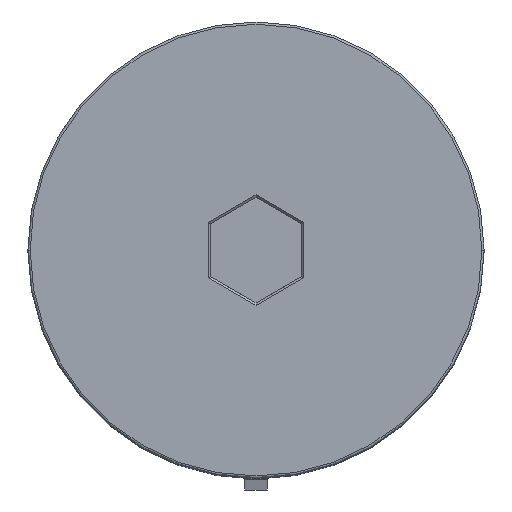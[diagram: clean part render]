
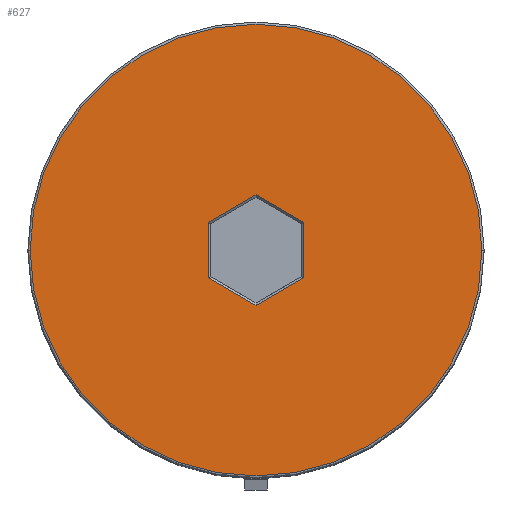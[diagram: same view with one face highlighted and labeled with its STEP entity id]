
A CAD part, top view. The second image highlights one B-rep face of the part: STEP entity #627.
In plain terms, the highlighted planar face has unit normal (0, 0, 1).
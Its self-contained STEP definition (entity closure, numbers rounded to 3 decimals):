
#30 = EDGE_LOOP ( 'NONE', ( #2039, #276 ) ) ;
#32 = VERTEX_POINT ( 'NONE', #1546 ) ;
#40 = AXIS2_PLACEMENT_3D ( 'NONE', #1483, #1236, #363 ) ;
#54 = LINE ( 'NONE', #1035, #1481 ) ;
#58 = ORIENTED_EDGE ( 'NONE', *, *, #380, .T. ) ;
#83 = EDGE_CURVE ( 'NONE', #2044, #1812, #486, .T. ) ;
#89 = VECTOR ( 'NONE', #136, 1000. ) ;
#91 = DIRECTION ( 'NONE',  ( 0., 1., 0. ) ) ;
#131 = VERTEX_POINT ( 'NONE', #332 ) ;
#136 = DIRECTION ( 'NONE',  ( 0., -1., 0. ) ) ;
#143 = AXIS2_PLACEMENT_3D ( 'NONE', #857, #1526, #552 ) ;
#192 = DIRECTION ( 'NONE',  ( 0.866, 0.5, 0. ) ) ;
#213 = EDGE_CURVE ( 'NONE', #1812, #2044, #882, .T. ) ;
#216 = ORIENTED_EDGE ( 'NONE', *, *, #2050, .T. ) ;
#231 = FACE_BOUND ( 'NONE', #1651, .T. ) ;
#235 = VERTEX_POINT ( 'NONE', #244 ) ;
#244 = CARTESIAN_POINT ( 'NONE',  ( 0., -2.425, 0. ) ) ;
#276 = ORIENTED_EDGE ( 'NONE', *, *, #83, .T. ) ;
#332 = CARTESIAN_POINT ( 'NONE',  ( 2.1, -1.212, 0. ) ) ;
#363 = DIRECTION ( 'NONE',  ( 1., 0., 0. ) ) ;
#380 = EDGE_CURVE ( 'NONE', #32, #131, #1533, .T. ) ;
#464 = ORIENTED_EDGE ( 'NONE', *, *, #656, .T. ) ;
#486 = CIRCLE ( 'NONE', #852, 9.9 ) ;
#491 = LINE ( 'NONE', #1131, #908 ) ;
#501 = CARTESIAN_POINT ( 'NONE',  ( 9.9, 0., 0. ) ) ;
#502 = DIRECTION ( 'NONE',  ( 1., 0., 0. ) ) ;
#552 = DIRECTION ( 'NONE',  ( 1., 0., 0. ) ) ;
#560 = EDGE_CURVE ( 'NONE', #1403, #1568, #491, .T. ) ;
#574 = VERTEX_POINT ( 'NONE', #802 ) ;
#582 = LINE ( 'NONE', #1364, #884 ) ;
#588 = DIRECTION ( 'NONE',  ( 0.866, -0.5, 0. ) ) ;
#620 = LINE ( 'NONE', #752, #823 ) ;
#627 = ADVANCED_FACE ( 'NONE', ( #706, #231 ), #1495, .T. ) ;
#656 = EDGE_CURVE ( 'NONE', #1568, #32, #54, .T. ) ;
#706 = FACE_OUTER_BOUND ( 'NONE', #30, .T. ) ;
#733 = EDGE_CURVE ( 'NONE', #235, #574, #1013, .T. ) ;
#748 = ORIENTED_EDGE ( 'NONE', *, *, #733, .T. ) ;
#752 = CARTESIAN_POINT ( 'NONE',  ( -2.1, 1.155, 0. ) ) ;
#802 = CARTESIAN_POINT ( 'NONE',  ( -2.1, -1.212, 0. ) ) ;
#823 = VECTOR ( 'NONE', #91, 1000. ) ;
#824 = ORIENTED_EDGE ( 'NONE', *, *, #560, .T. ) ;
#852 = AXIS2_PLACEMENT_3D ( 'NONE', #1445, #1322, #502 ) ;
#857 = CARTESIAN_POINT ( 'NONE',  ( 0., 0., 0. ) ) ;
#882 = CIRCLE ( 'NONE', #143, 9.9 ) ;
#884 = VECTOR ( 'NONE', #1686, 1000. ) ;
#908 = VECTOR ( 'NONE', #192, 1000. ) ;
#1011 = ORIENTED_EDGE ( 'NONE', *, *, #1562, .T. ) ;
#1013 = LINE ( 'NONE', #1656, #1957 ) ;
#1035 = CARTESIAN_POINT ( 'NONE',  ( 2.05, 1.241, 0. ) ) ;
#1131 = CARTESIAN_POINT ( 'NONE',  ( -0.05, 2.396, 0. ) ) ;
#1236 = DIRECTION ( 'NONE',  ( 0., 0., 1. ) ) ;
#1293 = CARTESIAN_POINT ( 'NONE',  ( -2.1, 1.212, 0. ) ) ;
#1322 = DIRECTION ( 'NONE',  ( 0., 0., 1. ) ) ;
#1364 = CARTESIAN_POINT ( 'NONE',  ( 0.05, -2.396, 0. ) ) ;
#1403 = VERTEX_POINT ( 'NONE', #1293 ) ;
#1445 = CARTESIAN_POINT ( 'NONE',  ( 0., 0., 0. ) ) ;
#1481 = VECTOR ( 'NONE', #588, 1000. ) ;
#1483 = CARTESIAN_POINT ( 'NONE',  ( 0., 0., 0. ) ) ;
#1495 = PLANE ( 'NONE',  #40 ) ;
#1526 = DIRECTION ( 'NONE',  ( 0., 0., 1. ) ) ;
#1527 = CARTESIAN_POINT ( 'NONE',  ( 0., 2.425, 0. ) ) ;
#1533 = LINE ( 'NONE', #1581, #89 ) ;
#1546 = CARTESIAN_POINT ( 'NONE',  ( 2.1, 1.212, 0. ) ) ;
#1562 = EDGE_CURVE ( 'NONE', #131, #235, #582, .T. ) ;
#1568 = VERTEX_POINT ( 'NONE', #1527 ) ;
#1581 = CARTESIAN_POINT ( 'NONE',  ( 2.1, -1.155, 0. ) ) ;
#1651 = EDGE_LOOP ( 'NONE', ( #1011, #748, #216, #824, #464, #58 ) ) ;
#1656 = CARTESIAN_POINT ( 'NONE',  ( -2.05, -1.241, 0. ) ) ;
#1686 = DIRECTION ( 'NONE',  ( -0.866, -0.5, 0. ) ) ;
#1812 = VERTEX_POINT ( 'NONE', #501 ) ;
#1957 = VECTOR ( 'NONE', #1989, 1000. ) ;
#1971 = CARTESIAN_POINT ( 'NONE',  ( -9.9, 0., 0. ) ) ;
#1989 = DIRECTION ( 'NONE',  ( -0.866, 0.5, 0. ) ) ;
#2039 = ORIENTED_EDGE ( 'NONE', *, *, #213, .T. ) ;
#2044 = VERTEX_POINT ( 'NONE', #1971 ) ;
#2050 = EDGE_CURVE ( 'NONE', #574, #1403, #620, .T. ) ;
